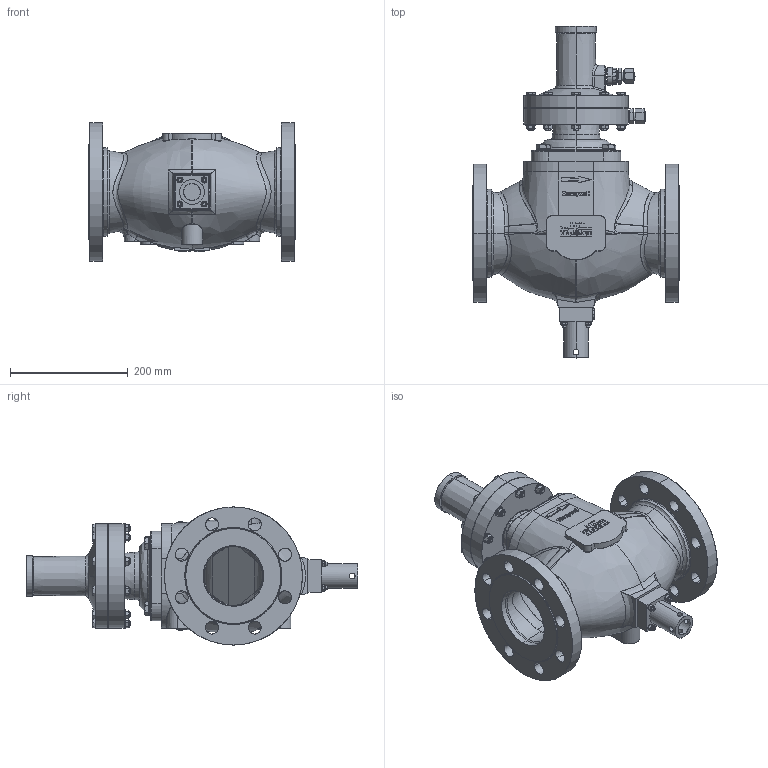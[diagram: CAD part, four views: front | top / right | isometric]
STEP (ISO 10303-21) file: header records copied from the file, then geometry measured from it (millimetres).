
FILE_DESCRIPTION (( 'STEP AP214' ), '1' );
FILE_NAME ('MB_HON720_DN_100_PN_40_K4.STEP', '2017-03-10T10:03:00', ( '' ), ( '' ), 'SwSTEP 2.0', 'SolidWorks 2015', '' );
FILE_SCHEMA (( 'AUTOMOTIVE_DESIGN' ));
Length unit declared in the file: millimetre
Products named in the file (1): MB_HON720_DN_100_PN_40_K4
Bounding box: 352 x 564.88 x 235 mm (x, y, z)
Surface area: 675842.5 mm2 (no closed solid volume)
Topology: 0 solids, 1160 shells, 1554 faces, 7064 edges, 6679 vertices
Faces by surface type: plane 595, bspline 407, cylinder 316, cone 236
Entity records: 171070 total; most frequent: CARTESIAN_POINT 121939, ORIENTED_EDGE 7993, DIRECTION 7501, EDGE_CURVE 7058, VERTEX_POINT 6679, B_SPLINE_CURVE_WITH_KNOTS 3070, LINE 2723, VECTOR 2723
